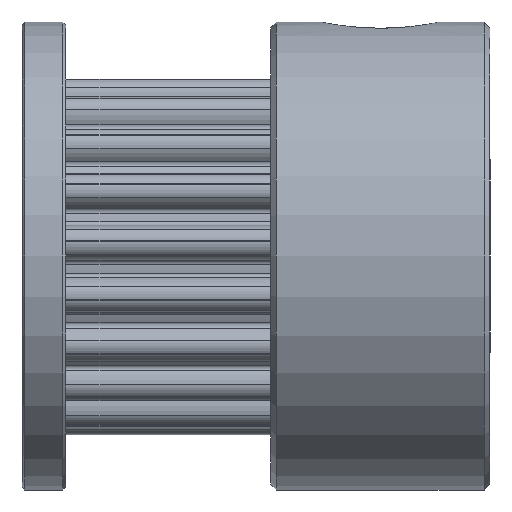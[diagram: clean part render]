
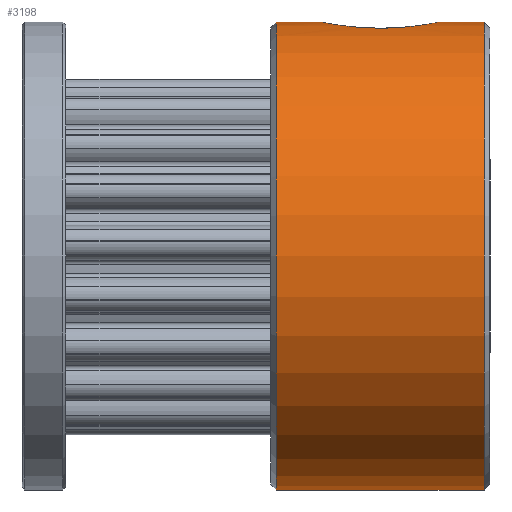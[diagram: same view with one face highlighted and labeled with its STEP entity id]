
A CAD part, left-side view. The second image highlights one B-rep face of the part: STEP entity #3198.
In plain terms, the highlighted cylindrical face has radius 8 mm (diameter 16 mm), a partial arc.
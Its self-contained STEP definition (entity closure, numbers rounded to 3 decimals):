
#2 = VERTEX_POINT ( 'NONE', #597 ) ;
#29 = EDGE_CURVE ( 'NONE', #4929, #813, #4225, .T. ) ;
#177 = AXIS2_PLACEMENT_3D ( 'NONE', #4321, #994, #2970 ) ;
#193 = EDGE_CURVE ( 'NONE', #7734, #2304, #1793, .T. ) ;
#597 = CARTESIAN_POINT ( 'NONE',  ( 0., 3.55, -8. ) ) ;
#621 = CARTESIAN_POINT ( 'NONE',  ( -1.605, -0.978, 7.838 ) ) ;
#788 = AXIS2_PLACEMENT_3D ( 'NONE', #6495, #2489, #3189 ) ;
#813 = VERTEX_POINT ( 'NONE', #3512 ) ;
#855 = EDGE_CURVE ( 'NONE', #7734, #2, #3565, .T. ) ;
#920 = DIRECTION ( 'NONE',  ( 0., 0., 1. ) ) ;
#994 = DIRECTION ( 'NONE',  ( 0., -1., 0. ) ) ;
#1094 = ORIENTED_EDGE ( 'NONE', *, *, #29, .T. ) ;
#1161 = CARTESIAN_POINT ( 'NONE',  ( 0., 3.75, 8. ) ) ;
#1245 = CARTESIAN_POINT ( 'NONE',  ( -1.731, 0.623, 7.811 ) ) ;
#1275 = CARTESIAN_POINT ( 'NONE',  ( 0., -3.55, -8. ) ) ;
#1363 = CARTESIAN_POINT ( 'NONE',  ( -1.816, 0., 7.791 ) ) ;
#1480 = CARTESIAN_POINT ( 'NONE',  ( 0., -3.55, 0. ) ) ;
#1567 = LINE ( 'NONE', #7182, #8448 ) ;
#1642 = ORIENTED_EDGE ( 'NONE', *, *, #855, .T. ) ;
#1793 = LINE ( 'NONE', #5078, #6783 ) ;
#1870 = CARTESIAN_POINT ( 'NONE',  ( -1.398, 1.296, 7.877 ) ) ;
#1894 = CARTESIAN_POINT ( 'NONE',  ( -1.805, 0.252, 7.794 ) ) ;
#1979 = CARTESIAN_POINT ( 'NONE',  ( -0.253, -2.025, 8. ) ) ;
#2304 = VERTEX_POINT ( 'NONE', #8428 ) ;
#2425 = EDGE_CURVE ( 'NONE', #4929, #8203, #8133, .T. ) ;
#2488 = DIRECTION ( 'NONE',  ( 0., -1., 0. ) ) ;
#2489 = DIRECTION ( 'NONE',  ( 0., -1., 0. ) ) ;
#2558 = CARTESIAN_POINT ( 'NONE',  ( -0.842, 1.798, 7.956 ) ) ;
#2560 = ORIENTED_EDGE ( 'NONE', *, *, #5674, .T. ) ;
#2672 = CARTESIAN_POINT ( 'NONE',  ( -1.156, -1.581, 7.918 ) ) ;
#2967 = EDGE_CURVE ( 'NONE', #2, #4435, #1567, .T. ) ;
#2970 = DIRECTION ( 'NONE',  ( 0., 0., 1. ) ) ;
#3134 = CARTESIAN_POINT ( 'NONE',  ( -1.146, 1.574, 7.918 ) ) ;
#3189 = DIRECTION ( 'NONE',  ( 0., 0., -1. ) ) ;
#3198 = ADVANCED_FACE ( 'NONE', ( #6566 ), #6878, .T. ) ;
#3238 = CARTESIAN_POINT ( 'NONE',  ( 0., -2.025, 8. ) ) ;
#3248 = EDGE_LOOP ( 'NONE', ( #6891, #1642, #8439, #4492, #6390, #1094, #2560 ) ) ;
#3512 = CARTESIAN_POINT ( 'NONE',  ( -1.816, 0., 7.791 ) ) ;
#3565 = CIRCLE ( 'NONE', #177, 8. ) ;
#3647 = VECTOR ( 'NONE', #6506, 1000. ) ;
#3820 = CARTESIAN_POINT ( 'NONE',  ( -0.126, 2.025, 8. ) ) ;
#3846 = CARTESIAN_POINT ( 'NONE',  ( -0.253, 2.01, 7.997 ) ) ;
#3953 = CARTESIAN_POINT ( 'NONE',  ( -0.956, -1.741, 7.946 ) ) ;
#3988 = CARTESIAN_POINT ( 'NONE',  ( -1.774, -0.502, 7.801 ) ) ;
#4003 = CARTESIAN_POINT ( 'NONE',  ( 0., 3.55, 8. ) ) ;
#4225 = B_SPLINE_CURVE_WITH_KNOTS ( 'NONE', 3,
 ( #4681, #1979, #8617, #3953, #2672, #6082, #621, #3988, #5387, #1363 ),
 .UNSPECIFIED., .F., .F.,
 ( 4, 2, 2, 2, 4 ),
 ( 0.011, 0.011, 0.012, 0.013, 0.014 ),
 .UNSPECIFIED. ) ;
#4321 = CARTESIAN_POINT ( 'NONE',  ( 0., 3.55, 0. ) ) ;
#4403 = B_SPLINE_CURVE_WITH_KNOTS ( 'NONE', 3,
 ( #6502, #7159, #1894, #5793, #1245, #6531, #6467, #8450, #1870, #7136, #3134, #4458, #2558, #8484, #5145, #3846, #3820, #8511 ),
 .UNSPECIFIED., .F., .F.,
 ( 4, 2, 2, 2, 2, 2, 2, 2, 4 ),
 ( 0.001, 0.002, 0.002, 0.003, 0.003, 0.003, 0.004, 0.004, 0.004 ),
 .UNSPECIFIED. ) ;
#4435 = VERTEX_POINT ( 'NONE', #1275 ) ;
#4458 = CARTESIAN_POINT ( 'NONE',  ( -0.95, 1.729, 7.944 ) ) ;
#4492 = ORIENTED_EDGE ( 'NONE', *, *, #4573, .T. ) ;
#4523 = CARTESIAN_POINT ( 'NONE',  ( 0., -3.55, 8. ) ) ;
#4573 = EDGE_CURVE ( 'NONE', #4435, #8203, #6958, .T. ) ;
#4681 = CARTESIAN_POINT ( 'NONE',  ( 0., -2.025, 8. ) ) ;
#4929 = VERTEX_POINT ( 'NONE', #3238 ) ;
#5078 = CARTESIAN_POINT ( 'NONE',  ( 0., 3.75, 8. ) ) ;
#5145 = CARTESIAN_POINT ( 'NONE',  ( -0.499, 1.951, 7.985 ) ) ;
#5387 = CARTESIAN_POINT ( 'NONE',  ( -1.816, -0.252, 7.791 ) ) ;
#5674 = EDGE_CURVE ( 'NONE', #813, #2304, #4403, .T. ) ;
#5793 = CARTESIAN_POINT ( 'NONE',  ( -1.763, 0.499, 7.803 ) ) ;
#5921 = DIRECTION ( 'NONE',  ( 0., -1., 0. ) ) ;
#6082 = CARTESIAN_POINT ( 'NONE',  ( -1.483, -1.196, 7.863 ) ) ;
#6390 = ORIENTED_EDGE ( 'NONE', *, *, #2425, .F. ) ;
#6467 = CARTESIAN_POINT ( 'NONE',  ( -1.595, 0.974, 7.84 ) ) ;
#6495 = CARTESIAN_POINT ( 'NONE',  ( 0., 3.75, 0. ) ) ;
#6502 = CARTESIAN_POINT ( 'NONE',  ( -1.816, 0., 7.791 ) ) ;
#6506 = DIRECTION ( 'NONE',  ( 0., -1., 0. ) ) ;
#6531 = CARTESIAN_POINT ( 'NONE',  ( -1.647, 0.86, 7.829 ) ) ;
#6566 = FACE_OUTER_BOUND ( 'NONE', #3248, .T. ) ;
#6783 = VECTOR ( 'NONE', #2488, 1000. ) ;
#6835 = AXIS2_PLACEMENT_3D ( 'NONE', #1480, #6896, #920 ) ;
#6878 = CYLINDRICAL_SURFACE ( 'NONE', #788, 8. ) ;
#6891 = ORIENTED_EDGE ( 'NONE', *, *, #193, .F. ) ;
#6896 = DIRECTION ( 'NONE',  ( 0., 1., 0. ) ) ;
#6958 = CIRCLE ( 'NONE', #6835, 8. ) ;
#7136 = CARTESIAN_POINT ( 'NONE',  ( -1.235, 1.487, 7.904 ) ) ;
#7159 = CARTESIAN_POINT ( 'NONE',  ( -1.816, 0.127, 7.791 ) ) ;
#7182 = CARTESIAN_POINT ( 'NONE',  ( 0., 3.75, -8. ) ) ;
#7734 = VERTEX_POINT ( 'NONE', #4003 ) ;
#8133 = LINE ( 'NONE', #1161, #3647 ) ;
#8203 = VERTEX_POINT ( 'NONE', #4523 ) ;
#8428 = CARTESIAN_POINT ( 'NONE',  ( 0., 2.025, 8. ) ) ;
#8439 = ORIENTED_EDGE ( 'NONE', *, *, #2967, .T. ) ;
#8448 = VECTOR ( 'NONE', #5921, 1000. ) ;
#8450 = CARTESIAN_POINT ( 'NONE',  ( -1.471, 1.191, 7.864 ) ) ;
#8484 = CARTESIAN_POINT ( 'NONE',  ( -0.617, 1.909, 7.977 ) ) ;
#8511 = CARTESIAN_POINT ( 'NONE',  ( 0., 2.025, 8. ) ) ;
#8617 = CARTESIAN_POINT ( 'NONE',  ( -0.505, -1.964, 7.987 ) ) ;
